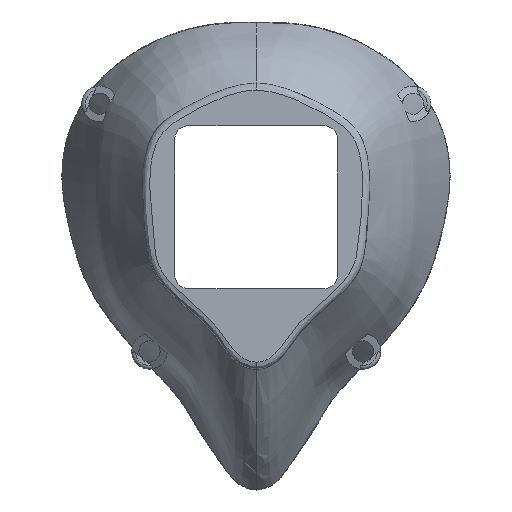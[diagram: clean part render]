
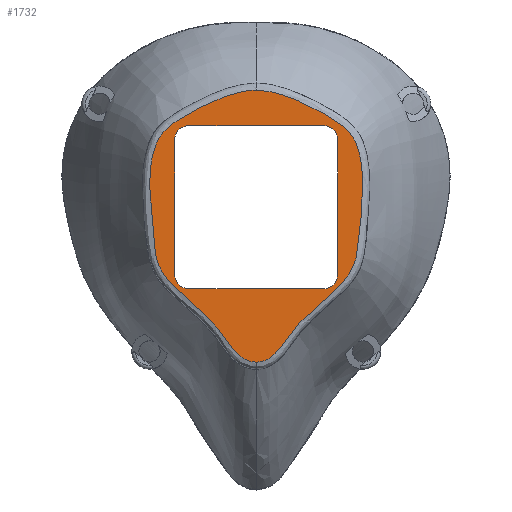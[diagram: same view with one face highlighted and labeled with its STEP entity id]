
A CAD part, front view. The second image highlights one B-rep face of the part: STEP entity #1732.
In plain terms, the highlighted planar face has unit normal (0, -1, 0).
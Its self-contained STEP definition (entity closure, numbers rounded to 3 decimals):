
#24=FACE_BOUND('',#394,.T.);
#77=PLANE('',#1859);
#101=B_SPLINE_CURVE_WITH_KNOTS('',3,(#2595,#2596,#2597,#2598,#2599,#2600,
#2601,#2602,#2603,#2604,#2605,#2606,#2607,#2608,#2609,#2610,#2611,#2612,
#2613,#2614,#2615,#2616,#2617,#2618,#2619,#2620,#2621,#2622,#2623,#2624,
#2625,#2626,#2627,#2628,#2629,#2630,#2631),.UNSPECIFIED.,.F.,.F.,(4,1,1,
1,1,1,1,1,1,1,1,1,1,1,1,1,1,1,1,1,1,1,1,1,1,1,1,1,1,1,1,1,1,1,4),(-10.749,
-10.739,-10.727,-10.703,-10.655,
-10.559,-10.367,-9.983,-9.791,
-9.599,-9.215,-8.447,-8.063,
-7.679,-7.295,-6.911,-6.527,
-6.335,-6.143,-5.631,-5.119,
-4.607,-3.584,-3.328,-3.072,
-2.88,-2.688,-2.304,-1.536,
-0.768,-0.384,-0.192,-0.096,
-0.048,-0.003),.UNSPECIFIED.);
#103=B_SPLINE_CURVE_WITH_KNOTS('',3,(#2872,#2873,#2874,#2875,#2876,#2877,
#2878,#2879,#2880,#2881,#2882,#2883,#2884,#2885,#2886,#2887,#2888,#2889,
#2890,#2891,#2892,#2893,#2894,#2895,#2896,#2897,#2898,#2899,#2900,#2901,
#2902,#2903,#2904,#2905,#2906,#2907,#2908),.UNSPECIFIED.,.F.,.F.,(4,1,1,
1,1,1,1,1,1,1,1,1,1,1,1,1,1,1,1,1,1,1,1,1,1,1,1,1,1,1,1,1,1,1,4),(-10.752,
-10.706,-10.658,-10.562,-10.37,
-9.986,-9.218,-8.45,-8.066,
-7.873,-7.681,-7.489,-7.297,
-6.913,-6.145,-5.121,-4.865,
-4.609,-4.353,-4.097,-3.841,
-3.584,-3.072,-2.56,-2.048,
-1.536,-1.152,-0.768,-0.384,
-0.192,-0.096,-0.048,-0.024,
-0.012,-0.001),.UNSPECIFIED.);
#297=FACE_OUTER_BOUND('',#393,.T.);
#393=EDGE_LOOP('',(#1183,#1184));
#394=EDGE_LOOP('',(#1185,#1186,#1187,#1188,#1189,#1190,#1191,#1192));
#502=LINE('',#2328,#540);
#505=LINE('',#2336,#543);
#508=LINE('',#3079,#546);
#509=LINE('',#3082,#547);
#540=VECTOR('',#2027,10.);
#543=VECTOR('',#2036,10.);
#546=VECTOR('',#2043,10.);
#547=VECTOR('',#2046,10.);
#585=CIRCLE('',#1853,4.);
#586=CIRCLE('',#1856,4.);
#587=CIRCLE('',#1860,4.);
#588=CIRCLE('',#1861,4.);
#650=VERTEX_POINT('',#2320);
#651=VERTEX_POINT('',#2322);
#652=VERTEX_POINT('',#2326);
#653=VERTEX_POINT('',#2330);
#654=VERTEX_POINT('',#2334);
#658=VERTEX_POINT('',#2583);
#659=VERTEX_POINT('',#2594);
#662=VERTEX_POINT('',#3077);
#663=VERTEX_POINT('',#3078);
#664=VERTEX_POINT('',#3080);
#858=EDGE_CURVE('',#651,#650,#585,.T.);
#861=EDGE_CURVE('',#650,#652,#502,.T.);
#863=EDGE_CURVE('',#652,#653,#586,.T.);
#865=EDGE_CURVE('',#653,#654,#505,.T.);
#870=EDGE_CURVE('',#658,#659,#101,.T.);
#872=EDGE_CURVE('',#659,#658,#103,.T.);
#877=EDGE_CURVE('',#662,#663,#508,.T.);
#878=EDGE_CURVE('',#663,#664,#587,.T.);
#879=EDGE_CURVE('',#664,#651,#509,.T.);
#880=EDGE_CURVE('',#654,#662,#588,.T.);
#1183=ORIENTED_EDGE('',*,*,#870,.F.);
#1184=ORIENTED_EDGE('',*,*,#872,.F.);
#1185=ORIENTED_EDGE('',*,*,#877,.T.);
#1186=ORIENTED_EDGE('',*,*,#878,.T.);
#1187=ORIENTED_EDGE('',*,*,#879,.T.);
#1188=ORIENTED_EDGE('',*,*,#858,.T.);
#1189=ORIENTED_EDGE('',*,*,#861,.T.);
#1190=ORIENTED_EDGE('',*,*,#863,.T.);
#1191=ORIENTED_EDGE('',*,*,#865,.T.);
#1192=ORIENTED_EDGE('',*,*,#880,.T.);
#1732=ADVANCED_FACE('',(#297,#24),#77,.F.);
#1853=AXIS2_PLACEMENT_3D('',#2323,#2021,#2022);
#1856=AXIS2_PLACEMENT_3D('',#2332,#2031,#2032);
#1859=AXIS2_PLACEMENT_3D('',#3076,#2041,#2042);
#1860=AXIS2_PLACEMENT_3D('',#3081,#2044,#2045);
#1861=AXIS2_PLACEMENT_3D('',#3083,#2047,#2048);
#2021=DIRECTION('center_axis',(0.,1.,0.));
#2022=DIRECTION('ref_axis',(1.,0.,0.));
#2027=DIRECTION('',(0.,0.,-1.));
#2031=DIRECTION('center_axis',(0.,1.,0.));
#2032=DIRECTION('ref_axis',(0.,0.,-1.));
#2036=DIRECTION('',(-1.,0.,0.));
#2041=DIRECTION('center_axis',(0.,1.,0.));
#2042=DIRECTION('ref_axis',(0.,0.,1.));
#2043=DIRECTION('',(0.,0.,1.));
#2044=DIRECTION('center_axis',(0.,1.,0.));
#2045=DIRECTION('ref_axis',(0.,0.,1.));
#2046=DIRECTION('',(1.,0.,0.));
#2047=DIRECTION('center_axis',(0.,1.,0.));
#2048=DIRECTION('ref_axis',(-1.,0.,0.));
#2320=CARTESIAN_POINT('',(23.29,-10.,-14.65));
#2322=CARTESIAN_POINT('',(19.29,-10.,-10.65));
#2323=CARTESIAN_POINT('Origin',(19.29,-10.,-14.65));
#2326=CARTESIAN_POINT('',(23.29,-10.,-52.65));
#2328=CARTESIAN_POINT('',(23.29,-10.,-29.459));
#2330=CARTESIAN_POINT('',(19.29,-10.,-56.65));
#2332=CARTESIAN_POINT('Origin',(19.29,-10.,-52.65));
#2334=CARTESIAN_POINT('',(-18.71,-10.,-56.65));
#2336=CARTESIAN_POINT('',(9.792,-10.,-56.65));
#2583=CARTESIAN_POINT('',(0.291,-10.,-77.363));
#2594=CARTESIAN_POINT('',(0.29,-10.,-0.65));
#2595=CARTESIAN_POINT('Ctrl Pts',(0.291,-10.,-77.363));
#2596=CARTESIAN_POINT('Ctrl Pts',(0.255,-10.,-77.363));
#2597=CARTESIAN_POINT('Ctrl Pts',(0.18,-10.,-77.362));
#2598=CARTESIAN_POINT('Ctrl Pts',(0.028,-10.,-77.357));
#2599=CARTESIAN_POINT('Ctrl Pts',(-0.248,-10.,-77.344));
#2600=CARTESIAN_POINT('Ctrl Pts',(-0.821,-10.,-77.285));
#2601=CARTESIAN_POINT('Ctrl Pts',(-1.898,-10.,-77.065));
#2602=CARTESIAN_POINT('Ctrl Pts',(-3.988,-10.,-76.117));
#2603=CARTESIAN_POINT('Ctrl Pts',(-5.805,-10.,-74.274));
#2604=CARTESIAN_POINT('Ctrl Pts',(-7.313,-10.,-72.207));
#2605=CARTESIAN_POINT('Ctrl Pts',(-8.748,-10.,-70.077));
#2606=CARTESIAN_POINT('Ctrl Pts',(-11.493,-10.,-66.523));
#2607=CARTESIAN_POINT('Ctrl Pts',(-15.18,-10.,-62.949));
#2608=CARTESIAN_POINT('Ctrl Pts',(-19.072,-10.,-59.634));
#2609=CARTESIAN_POINT('Ctrl Pts',(-21.978,-10.,-57.124));
#2610=CARTESIAN_POINT('Ctrl Pts',(-24.67,-10.,-54.382));
#2611=CARTESIAN_POINT('Ctrl Pts',(-26.87,-10.,-51.196));
#2612=CARTESIAN_POINT('Ctrl Pts',(-27.923,-10.,-48.147));
#2613=CARTESIAN_POINT('Ctrl Pts',(-28.397,-10.,-45.633));
#2614=CARTESIAN_POINT('Ctrl Pts',(-28.821,-10.,-42.681));
#2615=CARTESIAN_POINT('Ctrl Pts',(-29.199,-10.,-38.645));
#2616=CARTESIAN_POINT('Ctrl Pts',(-29.604,-10.,-33.541));
#2617=CARTESIAN_POINT('Ctrl Pts',(-29.936,-10.,-26.747));
#2618=CARTESIAN_POINT('Ctrl Pts',(-29.552,-10.,-20.727));
#2619=CARTESIAN_POINT('Ctrl Pts',(-28.041,-10.,-15.822));
#2620=CARTESIAN_POINT('Ctrl Pts',(-26.968,-10.,-13.721));
#2621=CARTESIAN_POINT('Ctrl Pts',(-25.617,-10.,-12.057));
#2622=CARTESIAN_POINT('Ctrl Pts',(-23.716,-10.,-10.331));
#2623=CARTESIAN_POINT('Ctrl Pts',(-20.005,-10.,-7.815));
#2624=CARTESIAN_POINT('Ctrl Pts',(-14.346,-10.,-4.812));
#2625=CARTESIAN_POINT('Ctrl Pts',(-8.489,-10.,-2.255));
#2626=CARTESIAN_POINT('Ctrl Pts',(-4.14,-10.,-1.106));
#2627=CARTESIAN_POINT('Ctrl Pts',(-1.919,-10.,-0.78));
#2628=CARTESIAN_POINT('Ctrl Pts',(-0.805,-10.,-0.689));
#2629=CARTESIAN_POINT('Ctrl Pts',(-0.173,-10.,-0.66));
#2630=CARTESIAN_POINT('Ctrl Pts',(0.139,-10.,-0.652));
#2631=CARTESIAN_POINT('Ctrl Pts',(0.29,-10.,-0.65));
#2872=CARTESIAN_POINT('Ctrl Pts',(0.29,-10.,-0.65));
#2873=CARTESIAN_POINT('Ctrl Pts',(0.442,-10.,-0.652));
#2874=CARTESIAN_POINT('Ctrl Pts',(0.754,-10.,-0.66));
#2875=CARTESIAN_POINT('Ctrl Pts',(1.386,-10.,-0.689));
#2876=CARTESIAN_POINT('Ctrl Pts',(2.503,-10.,-0.78));
#2877=CARTESIAN_POINT('Ctrl Pts',(4.717,-10.,-1.105));
#2878=CARTESIAN_POINT('Ctrl Pts',(9.077,-10.,-2.258));
#2879=CARTESIAN_POINT('Ctrl Pts',(14.928,-10.,-4.812));
#2880=CARTESIAN_POINT('Ctrl Pts',(20.591,-10.,-7.819));
#2881=CARTESIAN_POINT('Ctrl Pts',(24.296,-10.,-10.332));
#2882=CARTESIAN_POINT('Ctrl Pts',(26.197,-10.,-12.059));
#2883=CARTESIAN_POINT('Ctrl Pts',(27.41,-10.,-13.556));
#2884=CARTESIAN_POINT('Ctrl Pts',(28.338,-10.,-15.245));
#2885=CARTESIAN_POINT('Ctrl Pts',(29.233,-10.,-17.651));
#2886=CARTESIAN_POINT('Ctrl Pts',(30.209,-10.,-22.039));
#2887=CARTESIAN_POINT('Ctrl Pts',(30.537,-10.,-29.314));
#2888=CARTESIAN_POINT('Ctrl Pts',(29.979,-10.,-36.089));
#2889=CARTESIAN_POINT('Ctrl Pts',(29.536,-10.,-41.197));
#2890=CARTESIAN_POINT('Ctrl Pts',(29.248,-10.,-43.739));
#2891=CARTESIAN_POINT('Ctrl Pts',(28.882,-10.,-46.265));
#2892=CARTESIAN_POINT('Ctrl Pts',(28.309,-10.,-48.754));
#2893=CARTESIAN_POINT('Ctrl Pts',(27.359,-10.,-51.142));
#2894=CARTESIAN_POINT('Ctrl Pts',(25.544,-10.,-54.05));
#2895=CARTESIAN_POINT('Ctrl Pts',(22.58,-10.,-57.151));
#2896=CARTESIAN_POINT('Ctrl Pts',(18.666,-10.,-60.442));
#2897=CARTESIAN_POINT('Ctrl Pts',(14.817,-10.,-63.818));
#2898=CARTESIAN_POINT('Ctrl Pts',(11.546,-10.,-67.194));
#2899=CARTESIAN_POINT('Ctrl Pts',(8.937,-10.,-70.583));
#2900=CARTESIAN_POINT('Ctrl Pts',(6.841,-10.,-73.815));
#2901=CARTESIAN_POINT('Ctrl Pts',(4.566,-10.,-76.115));
#2902=CARTESIAN_POINT('Ctrl Pts',(2.475,-10.,-77.066));
#2903=CARTESIAN_POINT('Ctrl Pts',(1.4,-10.,-77.285));
#2904=CARTESIAN_POINT('Ctrl Pts',(0.821,-10.,-77.344));
#2905=CARTESIAN_POINT('Ctrl Pts',(0.549,-10.,-77.358));
#2906=CARTESIAN_POINT('Ctrl Pts',(0.399,-10.,-77.362));
#2907=CARTESIAN_POINT('Ctrl Pts',(0.326,-10.,-77.363));
#2908=CARTESIAN_POINT('Ctrl Pts',(0.291,-10.,-77.363));
#3076=CARTESIAN_POINT('Origin',(0.293,-10.,-44.268));
#3077=CARTESIAN_POINT('',(-22.71,-10.,-52.65));
#3078=CARTESIAN_POINT('',(-22.71,-10.,-14.65));
#3079=CARTESIAN_POINT('',(-22.71,-10.,-48.459));
#3080=CARTESIAN_POINT('',(-18.71,-10.,-10.65));
#3081=CARTESIAN_POINT('Origin',(-18.71,-10.,-14.65));
#3082=CARTESIAN_POINT('',(-9.208,-10.,-10.65));
#3083=CARTESIAN_POINT('Origin',(-18.71,-10.,-52.65));
